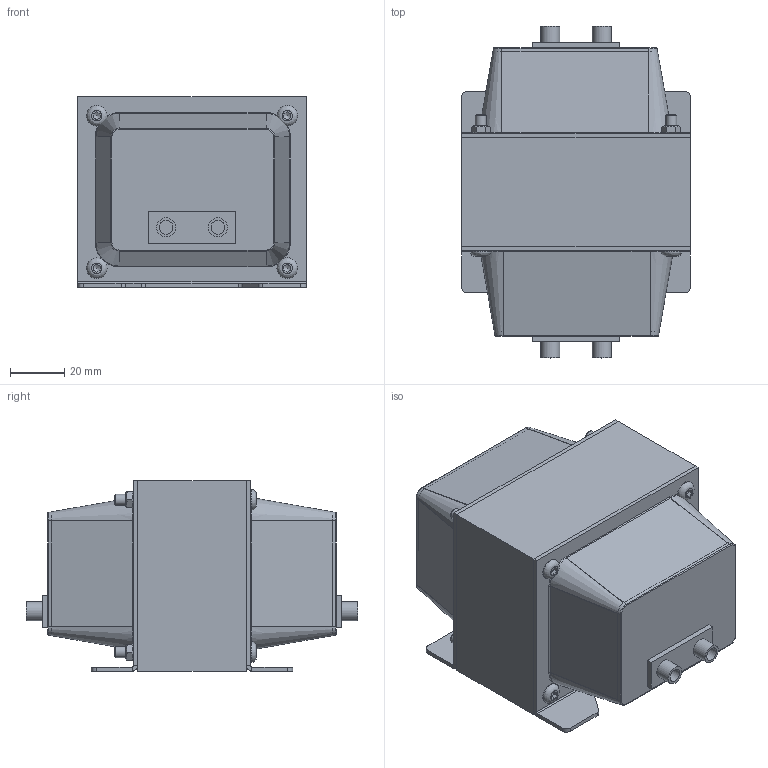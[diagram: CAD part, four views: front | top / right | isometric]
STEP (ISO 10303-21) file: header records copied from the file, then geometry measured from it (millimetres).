
FILE_DESCRIPTION(/* description */ (''),/* implementation_level */ '2;1');
FILE_NAME(/* name */ 'AMN02140201.stp',/* time_stamp */ '2023-09-26T11:28:22+02:00',/* author */ ('velazquez'),/* organization */ (''),/* preprocessor_version */ 'ST-DEVELOPER v19.2',/* originating_system */ 'Autodesk Inventor 2023',/* authorisation */ '');
FILE_SCHEMA (('AUTOMOTIVE_DESIGN { 1 0 10303 214 3 1 1 }'));
Length unit declared in the file: millimetre
Products named in the file (7): AMN02140201; EI84 x 70 - 40 (RC28) Azul; TAPA RC28 RECEPTACULO; Receptaculo negro; Receptaculo Rojo; ANSI B18.3.4M - M4 x 0.7 x 50, BHSBHCSM; DIN 934 - M3,5
Assembly tree (13 placements, depth 2):
  AMN02140201
    EI84 x 70 - 40 (RC28) Azul
    TAPA RC28 RECEPTACULO  x2
    Receptaculo negro
    Receptaculo Rojo
    ANSI B18.3.4M - M4 x 0.7 x 50, BHSBHCSM  x4
    DIN 934 - M3,5  x4
Bounding box: 84 x 122 x 70 mm (x, y, z)
Volume: 209325.2 mm3; surface area: 89027.4 mm2
Topology: 13 solids, 13 shells, 286 faces, 684 edges, 436 vertices
Faces by surface type: plane 158, cylinder 64, cone 40, torus 20, bspline 4
Full cylindrical faces by diameter (mm): 2.85 x4, 4 x12, 4.5 x4, 5 x4, 7 x4, 7.6 x4
Entity records: 4458 total; most frequent: CARTESIAN_POINT 750, DIRECTION 721, ORIENTED_EDGE 646, EDGE_CURVE 323, AXIS2_PLACEMENT_3D 262, VERTEX_POINT 207, LINE 197, VECTOR 197
